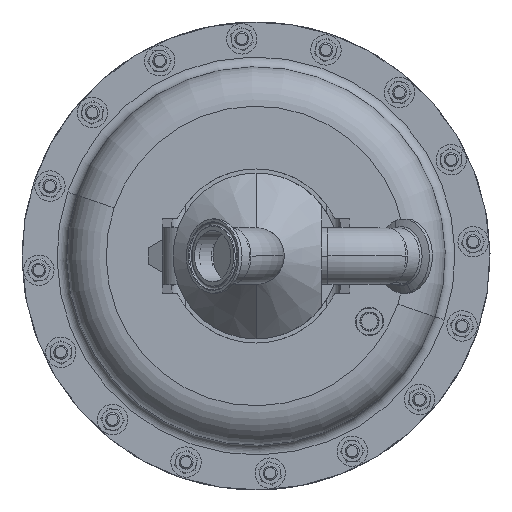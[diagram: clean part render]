
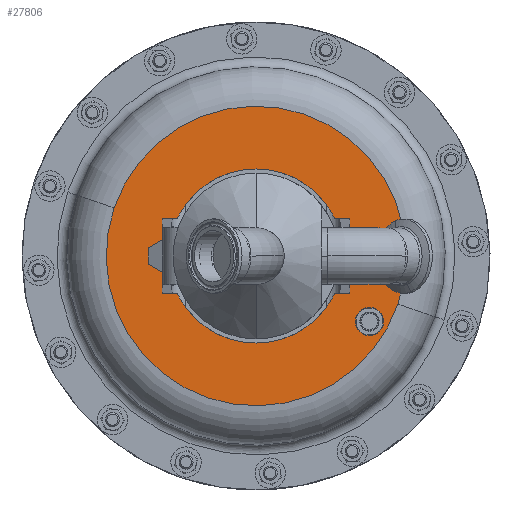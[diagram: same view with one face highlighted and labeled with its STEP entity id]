
A CAD part, front view. The second image highlights one B-rep face of the part: STEP entity #27806.
In plain terms, the highlighted planar face has unit normal (0, -1, 0).
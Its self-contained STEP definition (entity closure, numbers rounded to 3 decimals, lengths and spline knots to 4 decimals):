
#1499 = AXIS2_PLACEMENT_3D ( 'NONE', #33109, #13733, #36338 ) ;
#1852 = FACE_BOUND ( 'NONE', #23612, .T. ) ;
#2328 = CIRCLE ( 'NONE', #1499, 2.325 ) ;
#2623 = CIRCLE ( 'NONE', #13053, 2.325 ) ;
#3601 = CARTESIAN_POINT ( 'NONE',  ( 3.0311, 9.66, -1.75 ) ) ;
#4951 = EDGE_LOOP ( 'NONE', ( #34617, #29001 ) ) ;
#6293 = ORIENTED_EDGE ( 'NONE', *, *, #27844, .F. ) ;
#7360 = FACE_BOUND ( 'NONE', #31407, .T. ) ;
#7435 = CARTESIAN_POINT ( 'NONE',  ( -1.2858, 9.66, -3.7877 ) ) ;
#7594 = ORIENTED_EDGE ( 'NONE', *, *, #19595, .F. ) ;
#8535 = EDGE_CURVE ( 'NONE', #10475, #35564, #40795, .T. ) ;
#10115 = AXIS2_PLACEMENT_3D ( 'NONE', #7435, #27039, #33248 ) ;
#10475 = VERTEX_POINT ( 'NONE', #32862 ) ;
#10974 = AXIS2_PLACEMENT_3D ( 'NONE', #3601, #32229, #26139 ) ;
#12451 = EDGE_CURVE ( 'NONE', #35564, #10475, #30438, .T. ) ;
#13053 = AXIS2_PLACEMENT_3D ( 'NONE', #19241, #29268, #26003 ) ;
#13571 = CARTESIAN_POINT ( 'NONE',  ( 3.1244, 9.66, -2.1132 ) ) ;
#13733 = DIRECTION ( 'NONE',  ( 0., -1., 0. ) ) ;
#14459 = CARTESIAN_POINT ( 'NONE',  ( 0., 9.66, -2.325 ) ) ;
#14498 = DIRECTION ( 'NONE',  ( 0., 1., 0. ) ) ;
#14703 = DIRECTION ( 'NONE',  ( 0., 1., 0. ) ) ;
#14847 = DIRECTION ( 'NONE',  ( 0.249, 0., -0.969 ) ) ;
#15162 = CARTESIAN_POINT ( 'NONE',  ( 0., 9.66, 0. ) ) ;
#16294 = ORIENTED_EDGE ( 'NONE', *, *, #12451, .T. ) ;
#17451 = AXIS2_PLACEMENT_3D ( 'NONE', #15162, #37781, #19379 ) ;
#19241 = CARTESIAN_POINT ( 'NONE',  ( 0., 9.66, 0. ) ) ;
#19253 = EDGE_CURVE ( 'NONE', #29767, #21593, #32869, .T. ) ;
#19379 = DIRECTION ( 'NONE',  ( 0.947, 0., -0.321 ) ) ;
#19595 = EDGE_CURVE ( 'NONE', #21540, #22290, #2623, .T. ) ;
#21033 = EDGE_CURVE ( 'NONE', #21593, #29767, #23161, .T. ) ;
#21540 = VERTEX_POINT ( 'NONE', #35160 ) ;
#21593 = VERTEX_POINT ( 'NONE', #21757 ) ;
#21757 = CARTESIAN_POINT ( 'NONE',  ( 3.7877, 9.66, -1.2858 ) ) ;
#22290 = VERTEX_POINT ( 'NONE', #14459 ) ;
#23161 = CIRCLE ( 'NONE', #17451, 4. ) ;
#23612 = EDGE_LOOP ( 'NONE', ( #16294, #28997 ) ) ;
#24119 = DIRECTION ( 'NONE',  ( 0.947, 0., -0.321 ) ) ;
#24991 = FACE_OUTER_BOUND ( 'NONE', #4951, .T. ) ;
#26003 = DIRECTION ( 'NONE',  ( 0., 0., -1. ) ) ;
#26139 = DIRECTION ( 'NONE',  ( 0.249, 0., -0.969 ) ) ;
#27039 = DIRECTION ( 'NONE',  ( 0., -1., 0. ) ) ;
#27806 = ADVANCED_FACE ( 'NONE', ( #7360, #24991, #1852 ), #33390, .T. ) ;
#27844 = EDGE_CURVE ( 'NONE', #22290, #21540, #2328, .T. ) ;
#28997 = ORIENTED_EDGE ( 'NONE', *, *, #8535, .T. ) ;
#29001 = ORIENTED_EDGE ( 'NONE', *, *, #19253, .F. ) ;
#29268 = DIRECTION ( 'NONE',  ( 0., -1., 0. ) ) ;
#29767 = VERTEX_POINT ( 'NONE', #36983 ) ;
#30438 = CIRCLE ( 'NONE', #36227, 0.375 ) ;
#30956 = CARTESIAN_POINT ( 'NONE',  ( 3.0311, 9.66, -1.75 ) ) ;
#31189 = CARTESIAN_POINT ( 'NONE',  ( 0., 9.66, 0. ) ) ;
#31407 = EDGE_LOOP ( 'NONE', ( #6293, #7594 ) ) ;
#32229 = DIRECTION ( 'NONE',  ( 0., 1., 0. ) ) ;
#32768 = AXIS2_PLACEMENT_3D ( 'NONE', #31189, #14498, #24119 ) ;
#32862 = CARTESIAN_POINT ( 'NONE',  ( 2.9378, 9.66, -1.3868 ) ) ;
#32869 = CIRCLE ( 'NONE', #32768, 4. ) ;
#33109 = CARTESIAN_POINT ( 'NONE',  ( 0., 9.66, 0. ) ) ;
#33248 = DIRECTION ( 'NONE',  ( -0.947, 0., 0.321 ) ) ;
#33390 = PLANE ( 'NONE',  #10115 ) ;
#34617 = ORIENTED_EDGE ( 'NONE', *, *, #21033, .F. ) ;
#35160 = CARTESIAN_POINT ( 'NONE',  ( 0., 9.66, 2.325 ) ) ;
#35564 = VERTEX_POINT ( 'NONE', #13571 ) ;
#36227 = AXIS2_PLACEMENT_3D ( 'NONE', #30956, #14703, #14847 ) ;
#36338 = DIRECTION ( 'NONE',  ( 0., 0., -1. ) ) ;
#36983 = CARTESIAN_POINT ( 'NONE',  ( -3.7877, 9.66, 1.2858 ) ) ;
#37781 = DIRECTION ( 'NONE',  ( 0., 1., 0. ) ) ;
#40795 = CIRCLE ( 'NONE', #10974, 0.375 ) ;
